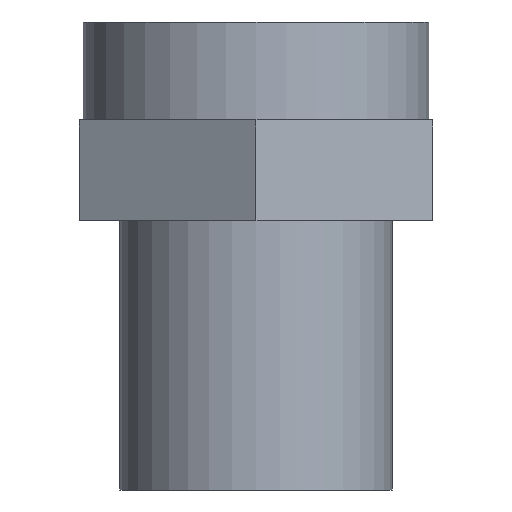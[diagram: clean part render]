
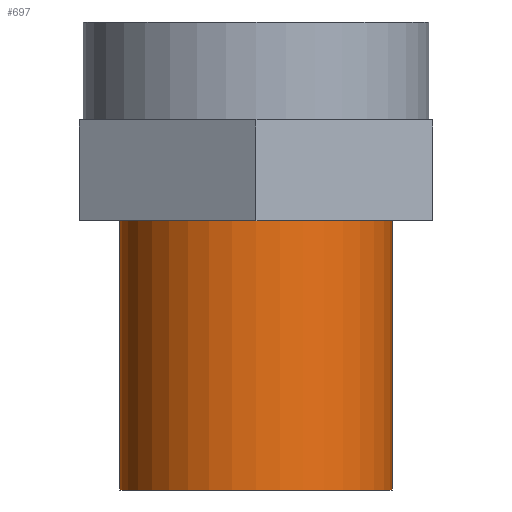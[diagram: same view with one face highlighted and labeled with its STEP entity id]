
A CAD part, front view. The second image highlights one B-rep face of the part: STEP entity #697.
In plain terms, the highlighted cylindrical face has radius 25 mm (diameter 50 mm), a partial arc.
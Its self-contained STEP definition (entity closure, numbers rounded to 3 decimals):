
#96 = VERTEX_POINT ( 'NONE', #426 ) ;
#97 = CARTESIAN_POINT ( 'NONE',  ( -25., 0., 0. ) ) ;
#101 = CARTESIAN_POINT ( 'NONE',  ( 25., 0., 0. ) ) ;
#112 = LINE ( 'NONE', #101, #746 ) ;
#166 = AXIS2_PLACEMENT_3D ( 'NONE', #767, #1156, #975 ) ;
#176 = CARTESIAN_POINT ( 'NONE',  ( 0., 0., -86. ) ) ;
#181 = ORIENTED_EDGE ( 'NONE', *, *, #991, .F. ) ;
#290 = VERTEX_POINT ( 'NONE', #985 ) ;
#294 = CIRCLE ( 'NONE', #928, 25. ) ;
#358 = CARTESIAN_POINT ( 'NONE',  ( 25., 0., -36.5 ) ) ;
#360 = EDGE_LOOP ( 'NONE', ( #1237, #447, #729, #181 ) ) ;
#426 = CARTESIAN_POINT ( 'NONE',  ( 25., 0., -86. ) ) ;
#447 = ORIENTED_EDGE ( 'NONE', *, *, #603, .T. ) ;
#554 = DIRECTION ( 'NONE',  ( 0., 0., 1. ) ) ;
#603 = EDGE_CURVE ( 'NONE', #859, #96, #1151, .T. ) ;
#697 = ADVANCED_FACE ( 'NONE', ( #1160 ), #775, .T. ) ;
#729 = ORIENTED_EDGE ( 'NONE', *, *, #1067, .T. ) ;
#746 = VECTOR ( 'NONE', #878, 1000. ) ;
#767 = CARTESIAN_POINT ( 'NONE',  ( 0., 0., 0. ) ) ;
#775 = CYLINDRICAL_SURFACE ( 'NONE', #166, 25. ) ;
#781 = AXIS2_PLACEMENT_3D ( 'NONE', #176, #554, #940 ) ;
#832 = CARTESIAN_POINT ( 'NONE',  ( 0., 0., -36.5 ) ) ;
#859 = VERTEX_POINT ( 'NONE', #993 ) ;
#878 = DIRECTION ( 'NONE',  ( 0., 0., 1. ) ) ;
#928 = AXIS2_PLACEMENT_3D ( 'NONE', #832, #996, #1020 ) ;
#940 = DIRECTION ( 'NONE',  ( 1., 0., 0. ) ) ;
#958 = LINE ( 'NONE', #97, #1106 ) ;
#975 = DIRECTION ( 'NONE',  ( 1., 0., 0. ) ) ;
#985 = CARTESIAN_POINT ( 'NONE',  ( -25., 0., -36.5 ) ) ;
#991 = EDGE_CURVE ( 'NONE', #290, #995, #294, .T. ) ;
#993 = CARTESIAN_POINT ( 'NONE',  ( -25., 0., -86. ) ) ;
#995 = VERTEX_POINT ( 'NONE', #358 ) ;
#996 = DIRECTION ( 'NONE',  ( 0., 0., 1. ) ) ;
#1020 = DIRECTION ( 'NONE',  ( 1., 0., 0. ) ) ;
#1067 = EDGE_CURVE ( 'NONE', #96, #995, #112, .T. ) ;
#1106 = VECTOR ( 'NONE', #1155, 1000. ) ;
#1151 = CIRCLE ( 'NONE', #781, 25. ) ;
#1155 = DIRECTION ( 'NONE',  ( 0., 0., 1. ) ) ;
#1156 = DIRECTION ( 'NONE',  ( 0., 0., 1. ) ) ;
#1160 = FACE_OUTER_BOUND ( 'NONE', #360, .T. ) ;
#1167 = EDGE_CURVE ( 'NONE', #859, #290, #958, .T. ) ;
#1237 = ORIENTED_EDGE ( 'NONE', *, *, #1167, .F. ) ;
